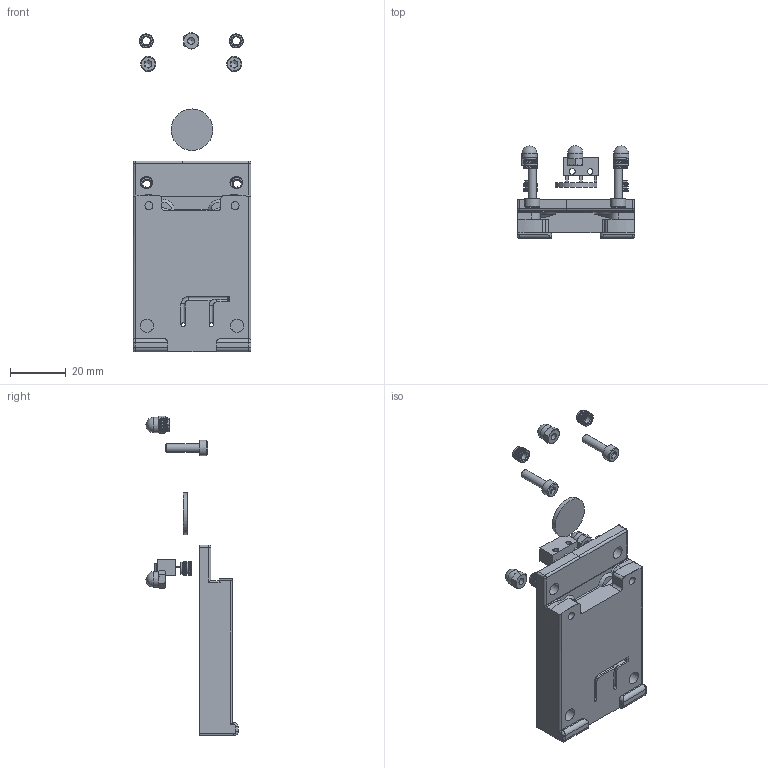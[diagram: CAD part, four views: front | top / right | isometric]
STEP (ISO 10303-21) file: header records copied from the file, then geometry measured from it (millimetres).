
FILE_DESCRIPTION(/* description */ (''),/* implementation_level */ '2;1');
FILE_NAME(/* name */ 'ToolPlate v2.step',/* time_stamp */ '2023-09-01T17:23:07+02:00',/* author */ (''),/* organization */ (''),/* preprocessor_version */ 'ST-DEVELOPER v20',/* originating_system */ 'Autodesk Translation Framework v12.9.0.99',/* authorisation */ '');
FILE_SCHEMA (('AUTOMOTIVE_DESIGN { 1 0 10303 214 3 1 1 }'));
Products named in the file (12): ToolPlate; M3 Threaded Insert (2); M3 Threaded Insert (3); M3 Threaded Insert (1); M3 Threaded Insert; M3x12 SHCS; M3x12 SHCS (11); Verzle DIN 1587 - M3 v1; SteelPlate; D2F v2; D2F_ACTUATOR; D2F_BASE
Assembly tree (13 placements, depth 3):
  ToolPlate
    M3 Threaded Insert (2)
    M3 Threaded Insert (3)
    M3 Threaded Insert (1)
    M3 Threaded Insert
    M3x12 SHCS
    M3x12 SHCS (11)
    Verzle DIN 1587 - M3 v1  x3
    SteelPlate
    D2F v2
      D2F_ACTUATOR
      D2F_BASE
Bounding box: 42.4 x 33.2 x 115.2 mm (x, y, z)
Volume: 25475.6 mm3; surface area: 12683.4 mm2
Topology: 13 solids, 13 shells, 830 faces, 2217 edges, 1443 vertices
Faces by surface type: bspline 316, plane 202, cylinder 190, cone 114, sphere 5, torus 3
Full cylindrical faces by diameter (mm): 1.5 x2, 2 x1, 2.5 x3, 2.9 x6, 3 x2, 4.1 x4, 4.25 x8, 4.5 x2, 4.7 x2, 5.5 x5, 15 x2, 25.25 x1
Entity records: 44369 total; most frequent: CARTESIAN_POINT 25991, ORIENTED_EDGE 4214, DIRECTION 3106, EDGE_CURVE 2107, VERTEX_POINT 1381, AXIS2_PLACEMENT_3D 1230, EDGE_LOOP 840, FACE_OUTER_BOUND 784
